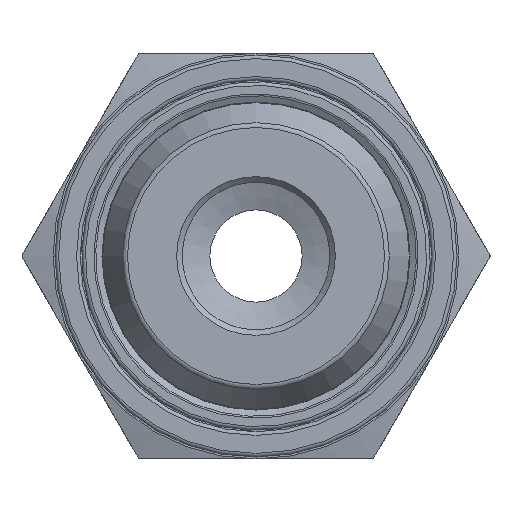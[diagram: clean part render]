
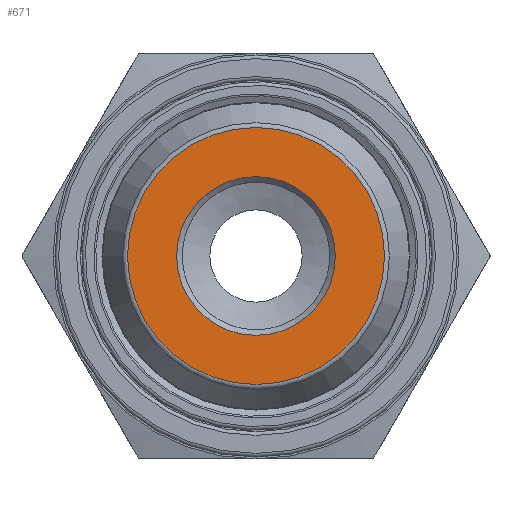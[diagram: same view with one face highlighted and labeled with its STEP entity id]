
A CAD part, left-side view. The second image highlights one B-rep face of the part: STEP entity #671.
In plain terms, the highlighted planar face has unit normal (-1, 0, 0).
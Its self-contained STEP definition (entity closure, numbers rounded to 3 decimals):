
#671=ADVANCED_FACE('',(#781,#782),#721,.F.);
#721=PLANE('',#2159);
#781=FACE_BOUND('',#913,.T.);
#782=FACE_BOUND('',#914,.T.);
#913=EDGE_LOOP('',(#1176));
#914=EDGE_LOOP('',(#1177));
#1176=ORIENTED_EDGE('',*,*,#1796,.T.);
#1177=ORIENTED_EDGE('',*,*,#1797,.T.);
#1486=VERTEX_POINT('',#3730);
#1487=VERTEX_POINT('',#3732);
#1796=EDGE_CURVE('',#1486,#1486,#1974,.T.);
#1797=EDGE_CURVE('',#1487,#1487,#1975,.T.);
#1974=CIRCLE('',#2157,4.3);
#1975=CIRCLE('',#2158,6.964);
#2157=AXIS2_PLACEMENT_3D('',#3729,#2546,#2547);
#2158=AXIS2_PLACEMENT_3D('',#3731,#2548,#2549);
#2159=AXIS2_PLACEMENT_3D('',#3733,#2550,#2551);
#2546=DIRECTION('',(1.,0.,0.));
#2547=DIRECTION('',(0.,0.,-1.));
#2548=DIRECTION('',(-1.,0.,0.));
#2549=DIRECTION('',(0.,0.,-1.));
#2550=DIRECTION('',(1.,0.,0.));
#2551=DIRECTION('',(0.,0.,-1.));
#3729=CARTESIAN_POINT('',(-0.5,0.,0.));
#3730=CARTESIAN_POINT('',(-0.5,0.,-4.3));
#3731=CARTESIAN_POINT('',(-0.5,0.,0.));
#3732=CARTESIAN_POINT('',(-0.5,0.,-6.964));
#3733=CARTESIAN_POINT('',(-0.5,-12.575,0.));
